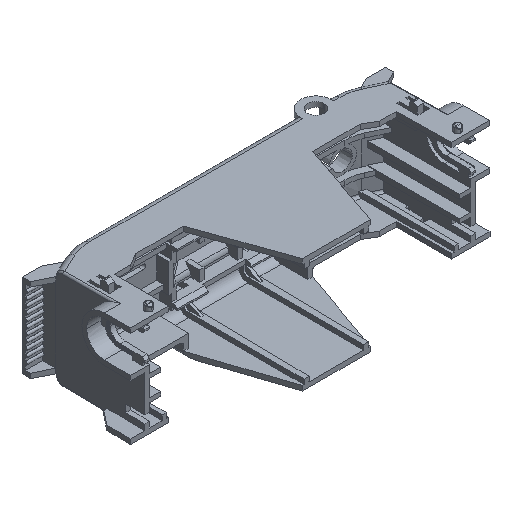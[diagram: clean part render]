
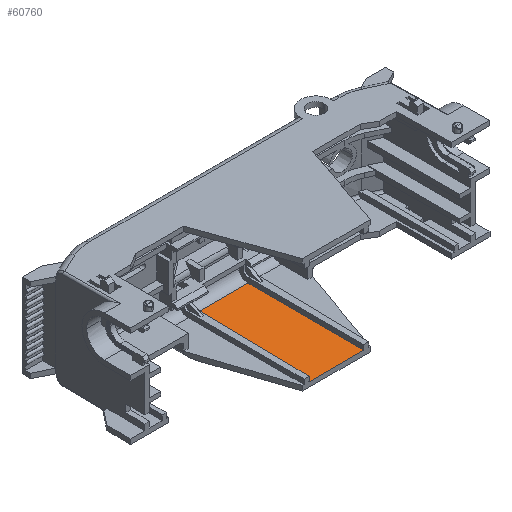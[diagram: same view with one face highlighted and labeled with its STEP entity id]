
A CAD part, isometric view. The second image highlights one B-rep face of the part: STEP entity #60760.
In plain terms, the highlighted planar face has unit normal (0, -0.009, 1).
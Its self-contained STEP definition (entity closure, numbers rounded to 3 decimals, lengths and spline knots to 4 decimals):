
#1487 = CARTESIAN_POINT ( 'NONE',  ( -0.4344, 1.4581, -0.9568 ) ) ;
#2760 = ORIENTED_EDGE ( 'NONE', *, *, #30429, .F. ) ;
#2910 = DIRECTION ( 'NONE',  ( 0.009, 1., 0.009 ) ) ;
#3352 = CARTESIAN_POINT ( 'NONE',  ( -0.4509, -0.4331, -0.9733 ) ) ;
#6502 = LINE ( 'NONE', #45777, #17445 ) ;
#8150 = FACE_OUTER_BOUND ( 'NONE', #25786, .T. ) ;
#10160 = VERTEX_POINT ( 'NONE', #1487 ) ;
#12644 = AXIS2_PLACEMENT_3D ( 'NONE', #38473, #28011, #18427 ) ;
#17417 = CARTESIAN_POINT ( 'NONE',  ( 0.4509, -0.4331, -0.9733 ) ) ;
#17445 = VECTOR ( 'NONE', #55809, 39.3701 ) ;
#17591 = EDGE_CURVE ( 'NONE', #10160, #51844, #6502, .T. ) ;
#18301 = CARTESIAN_POINT ( 'NONE',  ( 1.5928, -0.4331, -0.9733 ) ) ;
#18427 = DIRECTION ( 'NONE',  ( 0., 1., 0.009 ) ) ;
#19267 = EDGE_CURVE ( 'NONE', #51844, #29018, #29031, .T. ) ;
#20455 = VECTOR ( 'NONE', #2910, 39.3701 ) ;
#25786 = EDGE_LOOP ( 'NONE', ( #59054, #53779, #40949, #2760 ) ) ;
#27551 = CARTESIAN_POINT ( 'NONE',  ( -0.4509, -0.4331, -0.9733 ) ) ;
#28011 = DIRECTION ( 'NONE',  ( 0., 0.009, -1. ) ) ;
#28878 = VECTOR ( 'NONE', #58597, 39.3701 ) ;
#29018 = VERTEX_POINT ( 'NONE', #17417 ) ;
#29031 = LINE ( 'NONE', #44774, #39167 ) ;
#30429 = EDGE_CURVE ( 'NONE', #41495, #10160, #49292, .T. ) ;
#31512 = CARTESIAN_POINT ( 'NONE',  ( 0.4344, 1.4581, -0.9568 ) ) ;
#32959 = EDGE_CURVE ( 'NONE', #41495, #29018, #60803, .T. ) ;
#35175 = DIRECTION ( 'NONE',  ( 0.009, -1., -0.009 ) ) ;
#38473 = CARTESIAN_POINT ( 'NONE',  ( -2.0669, 1.6922, -0.9547 ) ) ;
#39167 = VECTOR ( 'NONE', #35175, 39.3701 ) ;
#40949 = ORIENTED_EDGE ( 'NONE', *, *, #17591, .F. ) ;
#41495 = VERTEX_POINT ( 'NONE', #27551 ) ;
#44774 = CARTESIAN_POINT ( 'NONE',  ( 0.4344, 1.4581, -0.9568 ) ) ;
#45777 = CARTESIAN_POINT ( 'NONE',  ( -2.0669, 1.4581, -0.9568 ) ) ;
#49292 = LINE ( 'NONE', #3352, #20455 ) ;
#51844 = VERTEX_POINT ( 'NONE', #31512 ) ;
#52806 = PLANE ( 'NONE',  #12644 ) ;
#53779 = ORIENTED_EDGE ( 'NONE', *, *, #19267, .F. ) ;
#55809 = DIRECTION ( 'NONE',  ( 1., 0., 0. ) ) ;
#58597 = DIRECTION ( 'NONE',  ( 1., 0., 0. ) ) ;
#59054 = ORIENTED_EDGE ( 'NONE', *, *, #32959, .T. ) ;
#60760 = ADVANCED_FACE ( 'NONE', ( #8150 ), #52806, .F. ) ;
#60803 = LINE ( 'NONE', #18301, #28878 ) ;
